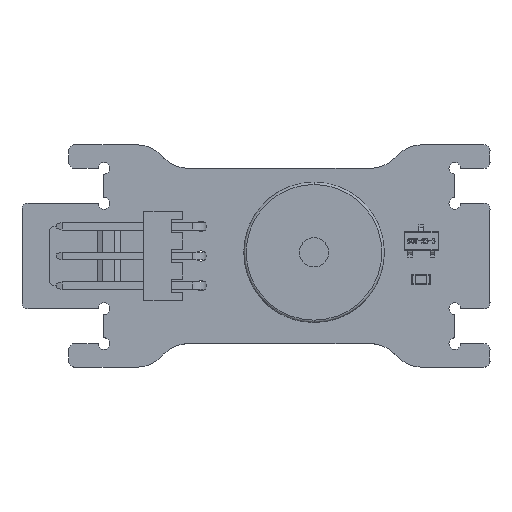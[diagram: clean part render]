
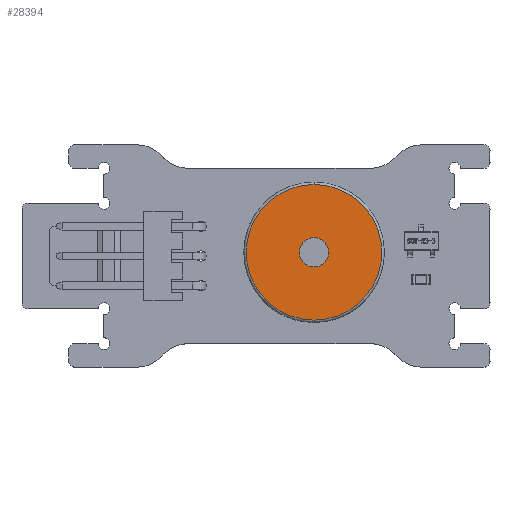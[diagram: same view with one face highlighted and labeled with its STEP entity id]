
A CAD part, top view. The second image highlights one B-rep face of the part: STEP entity #28394.
In plain terms, the highlighted face is planar.
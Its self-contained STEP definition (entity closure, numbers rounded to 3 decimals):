
#26976 = TOROIDAL_SURFACE('',#26977,5.8,0.2);
#26977 = AXIS2_PLACEMENT_3D('',#26978,#26979,#26980);
#26978 = CARTESIAN_POINT('',(0.,8.8,0.));
#26979 = DIRECTION('',(0.,1.,0.));
#26980 = DIRECTION('',(0.,0.,1.));
#27022 = VERTEX_POINT('',#27023);
#27023 = CARTESIAN_POINT('',(0.,9.,-5.8));
#27037 = TOROIDAL_SURFACE('',#27038,5.8,0.2);
#27038 = AXIS2_PLACEMENT_3D('',#27039,#27040,#27041);
#27039 = CARTESIAN_POINT('',(0.,8.8,0.));
#27040 = DIRECTION('',(0.,1.,0.));
#27041 = DIRECTION('',(0.,0.,1.));
#27048 = EDGE_CURVE('',#27049,#27022,#27051,.T.);
#27049 = VERTEX_POINT('',#27050);
#27050 = CARTESIAN_POINT('',(0.,9.,5.8));
#27051 = SURFACE_CURVE('',#27052,(#27057,#27086),.PCURVE_S1.);
#27052 = CIRCLE('',#27053,5.8);
#27053 = AXIS2_PLACEMENT_3D('',#27054,#27055,#27056);
#27054 = CARTESIAN_POINT('',(0.,9.,0.));
#27055 = DIRECTION('',(0.,1.,0.));
#27056 = DIRECTION('',(0.,0.,1.));
#27057 = PCURVE('',#26976,#27058);
#27058 = DEFINITIONAL_REPRESENTATION('',(#27059),#27085);
#27059 = B_SPLINE_CURVE_WITH_KNOTS('',3,(#27060,#27061,#27062,#27063,
    #27064,#27065,#27066,#27067,#27068,#27069,#27070,#27071,#27072,
    #27073,#27074,#27075,#27076,#27077,#27078,#27079,#27080,#27081,
    #27082,#27083,#27084),.UNSPECIFIED.,.F.,.F.,(4,1,1,1,1,1,1,1,1,1,1,1
    ,1,1,1,1,1,1,1,1,1,1,4),(0.,0.143,0.286,
    0.428,0.571,0.714,0.857,
    1.,1.142,1.285,1.428,
    1.571,1.714,1.856,1.999,
    2.142,2.285,2.428,2.57,
    2.713,2.856,2.999,3.142),
  .QUASI_UNIFORM_KNOTS.);
#27060 = CARTESIAN_POINT('',(0.,1.571));
#27061 = CARTESIAN_POINT('',(0.048,1.571));
#27062 = CARTESIAN_POINT('',(0.143,1.571));
#27063 = CARTESIAN_POINT('',(0.286,1.571));
#27064 = CARTESIAN_POINT('',(0.428,1.571));
#27065 = CARTESIAN_POINT('',(0.571,1.571));
#27066 = CARTESIAN_POINT('',(0.714,1.571));
#27067 = CARTESIAN_POINT('',(0.857,1.571));
#27068 = CARTESIAN_POINT('',(1.,1.571));
#27069 = CARTESIAN_POINT('',(1.142,1.571));
#27070 = CARTESIAN_POINT('',(1.285,1.571));
#27071 = CARTESIAN_POINT('',(1.428,1.571));
#27072 = CARTESIAN_POINT('',(1.571,1.571));
#27073 = CARTESIAN_POINT('',(1.714,1.571));
#27074 = CARTESIAN_POINT('',(1.856,1.571));
#27075 = CARTESIAN_POINT('',(1.999,1.571));
#27076 = CARTESIAN_POINT('',(2.142,1.571));
#27077 = CARTESIAN_POINT('',(2.285,1.571));
#27078 = CARTESIAN_POINT('',(2.428,1.571));
#27079 = CARTESIAN_POINT('',(2.57,1.571));
#27080 = CARTESIAN_POINT('',(2.713,1.571));
#27081 = CARTESIAN_POINT('',(2.856,1.571));
#27082 = CARTESIAN_POINT('',(2.999,1.571));
#27083 = CARTESIAN_POINT('',(3.094,1.571));
#27084 = CARTESIAN_POINT('',(3.142,1.571));
#27085 = ( GEOMETRIC_REPRESENTATION_CONTEXT(2) 
PARAMETRIC_REPRESENTATION_CONTEXT() REPRESENTATION_CONTEXT('2D SPACE',''
  ) );
#27086 = PCURVE('',#27087,#27092);
#27087 = PLANE('',#27088);
#27088 = AXIS2_PLACEMENT_3D('',#27089,#27090,#27091);
#27089 = CARTESIAN_POINT('',(0.,9.,0.));
#27090 = DIRECTION('',(0.,1.,0.));
#27091 = DIRECTION('',(0.,0.,1.));
#27092 = DEFINITIONAL_REPRESENTATION('',(#27093),#27097);
#27093 = CIRCLE('',#27094,5.8);
#27094 = AXIS2_PLACEMENT_2D('',#27095,#27096);
#27095 = CARTESIAN_POINT('',(0.,0.));
#27096 = DIRECTION('',(1.,0.));
#27097 = ( GEOMETRIC_REPRESENTATION_CONTEXT(2) 
PARAMETRIC_REPRESENTATION_CONTEXT() REPRESENTATION_CONTEXT('2D SPACE',''
  ) );
#27245 = CYLINDRICAL_SURFACE('',#27246,1.25);
#27246 = AXIS2_PLACEMENT_3D('',#27247,#27248,#27249);
#27247 = CARTESIAN_POINT('',(0.,8.,0.));
#27248 = DIRECTION('',(0.,1.,0.));
#27249 = DIRECTION('',(0.,0.,1.));
#27268 = VERTEX_POINT('',#27269);
#27269 = CARTESIAN_POINT('',(0.,9.,1.25));
#27282 = CYLINDRICAL_SURFACE('',#27283,1.25);
#27283 = AXIS2_PLACEMENT_3D('',#27284,#27285,#27286);
#27284 = CARTESIAN_POINT('',(0.,8.,0.));
#27285 = DIRECTION('',(0.,1.,0.));
#27286 = DIRECTION('',(0.,0.,1.));
#27293 = EDGE_CURVE('',#27294,#27268,#27296,.T.);
#27294 = VERTEX_POINT('',#27295);
#27295 = CARTESIAN_POINT('',(0.,9.,-1.25));
#27296 = SURFACE_CURVE('',#27297,(#27302,#27308),.PCURVE_S1.);
#27297 = CIRCLE('',#27298,1.25);
#27298 = AXIS2_PLACEMENT_3D('',#27299,#27300,#27301);
#27299 = CARTESIAN_POINT('',(0.,9.,0.));
#27300 = DIRECTION('',(0.,1.,0.));
#27301 = DIRECTION('',(0.,0.,1.));
#27302 = PCURVE('',#27245,#27303);
#27303 = DEFINITIONAL_REPRESENTATION('',(#27304),#27307);
#27304 = B_SPLINE_CURVE_WITH_KNOTS('',1,(#27305,#27306),.UNSPECIFIED.,
  .F.,.F.,(2,2),(3.142,6.283),.PIECEWISE_BEZIER_KNOTS.);
#27305 = CARTESIAN_POINT('',(3.142,1.));
#27306 = CARTESIAN_POINT('',(6.283,1.));
#27307 = ( GEOMETRIC_REPRESENTATION_CONTEXT(2) 
PARAMETRIC_REPRESENTATION_CONTEXT() REPRESENTATION_CONTEXT('2D SPACE',''
  ) );
#27308 = PCURVE('',#27087,#27309);
#27309 = DEFINITIONAL_REPRESENTATION('',(#27310),#27314);
#27310 = CIRCLE('',#27311,1.25);
#27311 = AXIS2_PLACEMENT_2D('',#27312,#27313);
#27312 = CARTESIAN_POINT('',(0.,0.));
#27313 = DIRECTION('',(1.,0.));
#27314 = ( GEOMETRIC_REPRESENTATION_CONTEXT(2) 
PARAMETRIC_REPRESENTATION_CONTEXT() REPRESENTATION_CONTEXT('2D SPACE',''
  ) );
#28394 = ADVANCED_FACE('',(#28395,#28442),#27087,.T.);
#28395 = FACE_BOUND('',#28396,.T.);
#28396 = EDGE_LOOP('',(#28397,#28398));
#28397 = ORIENTED_EDGE('',*,*,#27048,.T.);
#28398 = ORIENTED_EDGE('',*,*,#28399,.T.);
#28399 = EDGE_CURVE('',#27022,#27049,#28400,.T.);
#28400 = SURFACE_CURVE('',#28401,(#28406,#28413),.PCURVE_S1.);
#28401 = CIRCLE('',#28402,5.8);
#28402 = AXIS2_PLACEMENT_3D('',#28403,#28404,#28405);
#28403 = CARTESIAN_POINT('',(0.,9.,0.));
#28404 = DIRECTION('',(0.,1.,0.));
#28405 = DIRECTION('',(0.,0.,1.));
#28406 = PCURVE('',#27087,#28407);
#28407 = DEFINITIONAL_REPRESENTATION('',(#28408),#28412);
#28408 = CIRCLE('',#28409,5.8);
#28409 = AXIS2_PLACEMENT_2D('',#28410,#28411);
#28410 = CARTESIAN_POINT('',(0.,0.));
#28411 = DIRECTION('',(1.,0.));
#28412 = ( GEOMETRIC_REPRESENTATION_CONTEXT(2) 
PARAMETRIC_REPRESENTATION_CONTEXT() REPRESENTATION_CONTEXT('2D SPACE',''
  ) );
#28413 = PCURVE('',#27037,#28414);
#28414 = DEFINITIONAL_REPRESENTATION('',(#28415),#28441);
#28415 = B_SPLINE_CURVE_WITH_KNOTS('',3,(#28416,#28417,#28418,#28419,
    #28420,#28421,#28422,#28423,#28424,#28425,#28426,#28427,#28428,
    #28429,#28430,#28431,#28432,#28433,#28434,#28435,#28436,#28437,
    #28438,#28439,#28440),.UNSPECIFIED.,.F.,.F.,(4,1,1,1,1,1,1,1,1,1,1,1
    ,1,1,1,1,1,1,1,1,1,1,4),(3.142,3.284,3.427
    ,3.57,3.713,3.856,3.998,
    4.141,4.284,4.427,4.57,
    4.712,4.855,4.998,5.141,
    5.284,5.426,5.569,5.712,
    5.855,5.998,6.14,6.283),
  .QUASI_UNIFORM_KNOTS.);
#28416 = CARTESIAN_POINT('',(3.142,1.571));
#28417 = CARTESIAN_POINT('',(3.189,1.571));
#28418 = CARTESIAN_POINT('',(3.284,1.571));
#28419 = CARTESIAN_POINT('',(3.427,1.571));
#28420 = CARTESIAN_POINT('',(3.57,1.571));
#28421 = CARTESIAN_POINT('',(3.713,1.571));
#28422 = CARTESIAN_POINT('',(3.856,1.571));
#28423 = CARTESIAN_POINT('',(3.998,1.571));
#28424 = CARTESIAN_POINT('',(4.141,1.571));
#28425 = CARTESIAN_POINT('',(4.284,1.571));
#28426 = CARTESIAN_POINT('',(4.427,1.571));
#28427 = CARTESIAN_POINT('',(4.57,1.571));
#28428 = CARTESIAN_POINT('',(4.712,1.571));
#28429 = CARTESIAN_POINT('',(4.855,1.571));
#28430 = CARTESIAN_POINT('',(4.998,1.571));
#28431 = CARTESIAN_POINT('',(5.141,1.571));
#28432 = CARTESIAN_POINT('',(5.284,1.571));
#28433 = CARTESIAN_POINT('',(5.426,1.571));
#28434 = CARTESIAN_POINT('',(5.569,1.571));
#28435 = CARTESIAN_POINT('',(5.712,1.571));
#28436 = CARTESIAN_POINT('',(5.855,1.571));
#28437 = CARTESIAN_POINT('',(5.998,1.571));
#28438 = CARTESIAN_POINT('',(6.14,1.571));
#28439 = CARTESIAN_POINT('',(6.236,1.571));
#28440 = CARTESIAN_POINT('',(6.283,1.571));
#28441 = ( GEOMETRIC_REPRESENTATION_CONTEXT(2) 
PARAMETRIC_REPRESENTATION_CONTEXT() REPRESENTATION_CONTEXT('2D SPACE',''
  ) );
#28442 = FACE_BOUND('',#28443,.T.);
#28443 = EDGE_LOOP('',(#28444,#28465));
#28444 = ORIENTED_EDGE('',*,*,#28445,.F.);
#28445 = EDGE_CURVE('',#27268,#27294,#28446,.T.);
#28446 = SURFACE_CURVE('',#28447,(#28452,#28459),.PCURVE_S1.);
#28447 = CIRCLE('',#28448,1.25);
#28448 = AXIS2_PLACEMENT_3D('',#28449,#28450,#28451);
#28449 = CARTESIAN_POINT('',(0.,9.,0.));
#28450 = DIRECTION('',(0.,1.,0.));
#28451 = DIRECTION('',(0.,0.,1.));
#28452 = PCURVE('',#27087,#28453);
#28453 = DEFINITIONAL_REPRESENTATION('',(#28454),#28458);
#28454 = CIRCLE('',#28455,1.25);
#28455 = AXIS2_PLACEMENT_2D('',#28456,#28457);
#28456 = CARTESIAN_POINT('',(0.,0.));
#28457 = DIRECTION('',(1.,0.));
#28458 = ( GEOMETRIC_REPRESENTATION_CONTEXT(2) 
PARAMETRIC_REPRESENTATION_CONTEXT() REPRESENTATION_CONTEXT('2D SPACE',''
  ) );
#28459 = PCURVE('',#27282,#28460);
#28460 = DEFINITIONAL_REPRESENTATION('',(#28461),#28464);
#28461 = B_SPLINE_CURVE_WITH_KNOTS('',1,(#28462,#28463),.UNSPECIFIED.,
  .F.,.F.,(2,2),(0.,3.142),.PIECEWISE_BEZIER_KNOTS.);
#28462 = CARTESIAN_POINT('',(0.,1.));
#28463 = CARTESIAN_POINT('',(3.142,1.));
#28464 = ( GEOMETRIC_REPRESENTATION_CONTEXT(2) 
PARAMETRIC_REPRESENTATION_CONTEXT() REPRESENTATION_CONTEXT('2D SPACE',''
  ) );
#28465 = ORIENTED_EDGE('',*,*,#27293,.F.);
